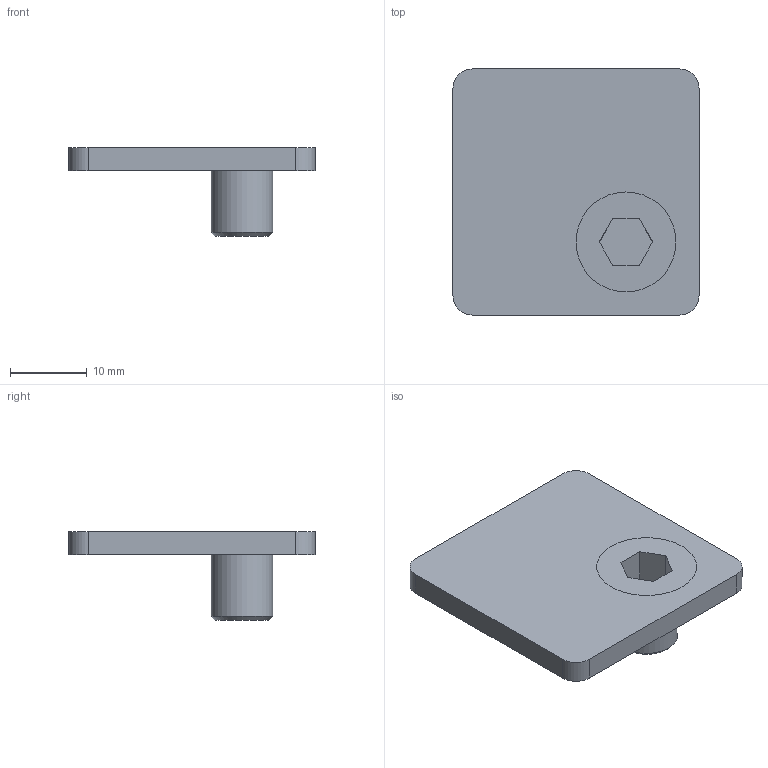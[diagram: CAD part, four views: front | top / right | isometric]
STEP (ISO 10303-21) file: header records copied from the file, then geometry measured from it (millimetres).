
FILE_DESCRIPTION(/* description */ (''),/* implementation_level */ '2;1');
FILE_NAME(/* name */ '60-060-5.step',/* time_stamp */ '2021-09-23T14:55:54-04:00',/* author */ (''),/* organization */ (''),/* preprocessor_version */ 'ST-DEVELOPER v18.1',/* originating_system */ 'Autodesk Translation Framework v10.10.0.1391',/* authorisation */ '');
FILE_SCHEMA (('AUTOMOTIVE_DESIGN { 1 0 10303 214 3 1 1 }'));
Length unit declared in the file: millimetre
Products named in the file (3): 22_1062_2_4; 22.1062/2_1; 22.1062/2
Assembly tree (2 placements, depth 2):
  22_1062_2_4
    22.1062/2_1
    22.1062/2
Bounding box: 32 x 32 x 11.5 mm (x, y, z)
Volume: 3314.5 mm3; surface area: 3070.5 mm2
Topology: 2 solids, 2 shells, 26 faces, 56 edges, 37 vertices
Faces by surface type: plane 17, cylinder 8, cone 1
Full cylindrical faces by diameter (mm): 8 x1, 8.5 x1, 13 x2
Entity records: 820 total; most frequent: DIRECTION 135, CARTESIAN_POINT 124, ORIENTED_EDGE 112, EDGE_CURVE 56, AXIS2_PLACEMENT_3D 48, LINE 39, VECTOR 39, VERTEX_POINT 37
